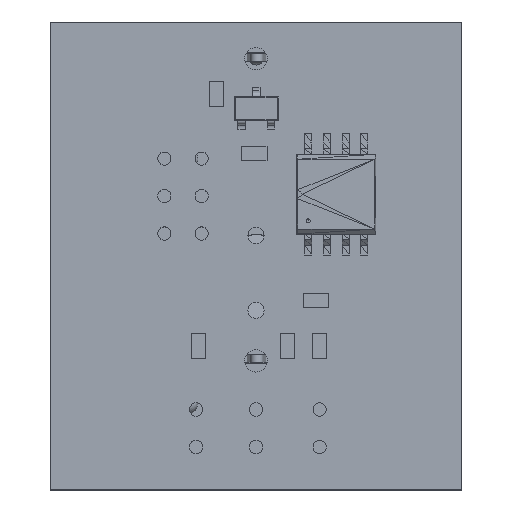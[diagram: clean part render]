
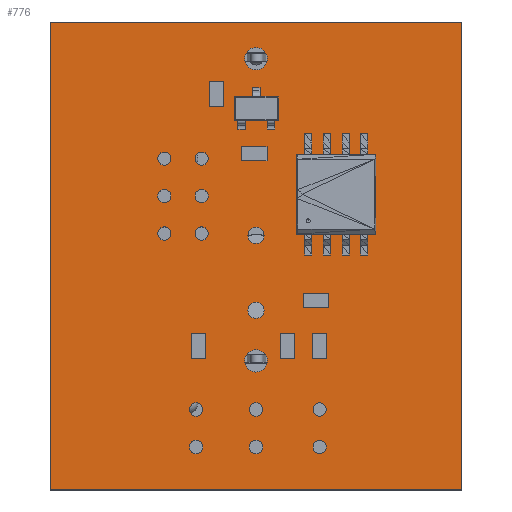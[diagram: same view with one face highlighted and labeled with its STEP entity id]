
A CAD part, top view. The second image highlights one B-rep face of the part: STEP entity #776.
In plain terms, the highlighted planar face has unit normal (0, 0, 1).
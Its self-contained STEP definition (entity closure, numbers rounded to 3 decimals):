
#71 = VERTEX_POINT('',#72);
#72 = CARTESIAN_POINT('',(0.,31.75,0.));
#78 = EDGE_CURVE('',#71,#79,#81,.T.);
#79 = VERTEX_POINT('',#80);
#80 = CARTESIAN_POINT('',(27.94,31.75,0.));
#81 = LINE('',#82,#83);
#82 = CARTESIAN_POINT('',(0.,31.75,0.));
#83 = VECTOR('',#84,1.);
#84 = DIRECTION('',(1.,0.,0.));
#109 = EDGE_CURVE('',#79,#110,#112,.T.);
#110 = VERTEX_POINT('',#111);
#111 = CARTESIAN_POINT('',(27.94,0.,0.));
#112 = LINE('',#113,#114);
#113 = CARTESIAN_POINT('',(27.94,31.75,0.));
#114 = VECTOR('',#115,1.);
#115 = DIRECTION('',(0.,-1.,0.));
#140 = EDGE_CURVE('',#110,#141,#143,.T.);
#141 = VERTEX_POINT('',#142);
#142 = CARTESIAN_POINT('',(0.,0.,0.));
#143 = LINE('',#144,#145);
#144 = CARTESIAN_POINT('',(27.94,0.,0.));
#145 = VECTOR('',#146,1.);
#146 = DIRECTION('',(-1.,0.,0.));
#171 = EDGE_CURVE('',#141,#71,#172,.T.);
#172 = LINE('',#173,#174);
#173 = CARTESIAN_POINT('',(0.,0.,0.));
#174 = VECTOR('',#175,1.);
#175 = DIRECTION('',(0.,1.,0.));
#195 = VERTEX_POINT('',#196);
#196 = CARTESIAN_POINT('',(10.356,2.921,0.));
#202 = EDGE_CURVE('',#195,#195,#203,.T.);
#203 = CIRCLE('',#204,0.45);
#204 = AXIS2_PLACEMENT_3D('',#205,#206,#207);
#205 = CARTESIAN_POINT('',(9.906,2.921,0.));
#206 = DIRECTION('',(0.,0.,1.));
#207 = DIRECTION('',(1.,0.,0.));
#228 = VERTEX_POINT('',#229);
#229 = CARTESIAN_POINT('',(8.197,17.399,0.));
#235 = EDGE_CURVE('',#228,#228,#236,.T.);
#236 = CIRCLE('',#237,0.45);
#237 = AXIS2_PLACEMENT_3D('',#238,#239,#240);
#238 = CARTESIAN_POINT('',(7.747,17.399,0.));
#239 = DIRECTION('',(0.,0.,1.));
#240 = DIRECTION('',(1.,0.,0.));
#261 = VERTEX_POINT('',#262);
#262 = CARTESIAN_POINT('',(10.356,5.461,0.));
#268 = EDGE_CURVE('',#261,#261,#269,.T.);
#269 = CIRCLE('',#270,0.45);
#270 = AXIS2_PLACEMENT_3D('',#271,#272,#273);
#271 = CARTESIAN_POINT('',(9.906,5.461,0.));
#272 = DIRECTION('',(0.,0.,1.));
#273 = DIRECTION('',(1.,0.,0.));
#294 = VERTEX_POINT('',#295);
#295 = CARTESIAN_POINT('',(10.737,17.399,0.));
#301 = EDGE_CURVE('',#294,#294,#302,.T.);
#302 = CIRCLE('',#303,0.45);
#303 = AXIS2_PLACEMENT_3D('',#304,#305,#306);
#304 = CARTESIAN_POINT('',(10.287,17.399,0.));
#305 = DIRECTION('',(0.,0.,1.));
#306 = DIRECTION('',(1.,0.,0.));
#327 = VERTEX_POINT('',#328);
#328 = CARTESIAN_POINT('',(8.197,19.939,0.));
#334 = EDGE_CURVE('',#327,#327,#335,.T.);
#335 = CIRCLE('',#336,0.45);
#336 = AXIS2_PLACEMENT_3D('',#337,#338,#339);
#337 = CARTESIAN_POINT('',(7.747,19.939,0.));
#338 = DIRECTION('',(0.,0.,1.));
#339 = DIRECTION('',(1.,0.,0.));
#360 = VERTEX_POINT('',#361);
#361 = CARTESIAN_POINT('',(8.197,22.479,0.));
#367 = EDGE_CURVE('',#360,#360,#368,.T.);
#368 = CIRCLE('',#369,0.45);
#369 = AXIS2_PLACEMENT_3D('',#370,#371,#372);
#370 = CARTESIAN_POINT('',(7.747,22.479,0.));
#371 = DIRECTION('',(0.,0.,1.));
#372 = DIRECTION('',(1.,0.,0.));
#393 = VERTEX_POINT('',#394);
#394 = CARTESIAN_POINT('',(10.737,19.939,0.));
#400 = EDGE_CURVE('',#393,#393,#401,.T.);
#401 = CIRCLE('',#402,0.45);
#402 = AXIS2_PLACEMENT_3D('',#403,#404,#405);
#403 = CARTESIAN_POINT('',(10.287,19.939,0.));
#404 = DIRECTION('',(0.,0.,1.));
#405 = DIRECTION('',(1.,0.,0.));
#426 = VERTEX_POINT('',#427);
#427 = CARTESIAN_POINT('',(10.737,22.479,0.));
#433 = EDGE_CURVE('',#426,#426,#434,.T.);
#434 = CIRCLE('',#435,0.45);
#435 = AXIS2_PLACEMENT_3D('',#436,#437,#438);
#436 = CARTESIAN_POINT('',(10.287,22.479,0.));
#437 = DIRECTION('',(0.,0.,1.));
#438 = DIRECTION('',(1.,0.,0.));
#459 = VERTEX_POINT('',#460);
#460 = CARTESIAN_POINT('',(14.42,2.921,0.));
#466 = EDGE_CURVE('',#459,#459,#467,.T.);
#467 = CIRCLE('',#468,0.45);
#468 = AXIS2_PLACEMENT_3D('',#469,#470,#471);
#469 = CARTESIAN_POINT('',(13.97,2.921,0.));
#470 = DIRECTION('',(0.,0.,1.));
#471 = DIRECTION('',(1.,0.,0.));
#492 = VERTEX_POINT('',#493);
#493 = CARTESIAN_POINT('',(14.42,5.461,0.));
#499 = EDGE_CURVE('',#492,#492,#500,.T.);
#500 = CIRCLE('',#501,0.45);
#501 = AXIS2_PLACEMENT_3D('',#502,#503,#504);
#502 = CARTESIAN_POINT('',(13.97,5.461,0.));
#503 = DIRECTION('',(0.,0.,1.));
#504 = DIRECTION('',(1.,0.,0.));
#525 = VERTEX_POINT('',#526);
#526 = CARTESIAN_POINT('',(18.738,2.921,0.));
#532 = EDGE_CURVE('',#525,#525,#533,.T.);
#533 = CIRCLE('',#534,0.45);
#534 = AXIS2_PLACEMENT_3D('',#535,#536,#537);
#535 = CARTESIAN_POINT('',(18.288,2.921,0.));
#536 = DIRECTION('',(0.,0.,1.));
#537 = DIRECTION('',(1.,0.,0.));
#558 = VERTEX_POINT('',#559);
#559 = CARTESIAN_POINT('',(18.738,5.461,0.));
#565 = EDGE_CURVE('',#558,#558,#566,.T.);
#566 = CIRCLE('',#567,0.45);
#567 = AXIS2_PLACEMENT_3D('',#568,#569,#570);
#568 = CARTESIAN_POINT('',(18.288,5.461,0.));
#569 = DIRECTION('',(0.,0.,1.));
#570 = DIRECTION('',(1.,0.,0.));
#591 = VERTEX_POINT('',#592);
#592 = CARTESIAN_POINT('',(14.52,12.192,0.));
#598 = EDGE_CURVE('',#591,#591,#599,.T.);
#599 = CIRCLE('',#600,0.55);
#600 = AXIS2_PLACEMENT_3D('',#601,#602,#603);
#601 = CARTESIAN_POINT('',(13.97,12.192,0.));
#602 = DIRECTION('',(0.,0.,1.));
#603 = DIRECTION('',(1.,0.,0.));
#624 = VERTEX_POINT('',#625);
#625 = CARTESIAN_POINT('',(14.52,17.272,0.));
#631 = EDGE_CURVE('',#624,#624,#632,.T.);
#632 = CIRCLE('',#633,0.55);
#633 = AXIS2_PLACEMENT_3D('',#634,#635,#636);
#634 = CARTESIAN_POINT('',(13.97,17.272,0.));
#635 = DIRECTION('',(0.,0.,1.));
#636 = DIRECTION('',(1.,0.,0.));
#657 = VERTEX_POINT('',#658);
#658 = CARTESIAN_POINT('',(14.732,8.763,0.));
#664 = EDGE_CURVE('',#657,#657,#665,.T.);
#665 = CIRCLE('',#666,0.762);
#666 = AXIS2_PLACEMENT_3D('',#667,#668,#669);
#667 = CARTESIAN_POINT('',(13.97,8.763,0.));
#668 = DIRECTION('',(0.,0.,1.));
#669 = DIRECTION('',(1.,0.,0.));
#690 = VERTEX_POINT('',#691);
#691 = CARTESIAN_POINT('',(14.732,29.261,0.));
#697 = EDGE_CURVE('',#690,#690,#698,.T.);
#698 = CIRCLE('',#699,0.762);
#699 = AXIS2_PLACEMENT_3D('',#700,#701,#702);
#700 = CARTESIAN_POINT('',(13.97,29.261,0.));
#701 = DIRECTION('',(0.,0.,1.));
#702 = DIRECTION('',(1.,0.,0.));
#776 = ADVANCED_FACE('',(#777,#783,#786,#789,#792,#795,#798,#801,#804,
    #807,#810,#813,#816,#819,#822,#825,#828),#831,.T.);
#777 = FACE_BOUND('',#778,.F.);
#778 = EDGE_LOOP('',(#779,#780,#781,#782));
#779 = ORIENTED_EDGE('',*,*,#78,.T.);
#780 = ORIENTED_EDGE('',*,*,#109,.T.);
#781 = ORIENTED_EDGE('',*,*,#140,.T.);
#782 = ORIENTED_EDGE('',*,*,#171,.T.);
#783 = FACE_BOUND('',#784,.T.);
#784 = EDGE_LOOP('',(#785));
#785 = ORIENTED_EDGE('',*,*,#202,.F.);
#786 = FACE_BOUND('',#787,.T.);
#787 = EDGE_LOOP('',(#788));
#788 = ORIENTED_EDGE('',*,*,#235,.F.);
#789 = FACE_BOUND('',#790,.T.);
#790 = EDGE_LOOP('',(#791));
#791 = ORIENTED_EDGE('',*,*,#268,.F.);
#792 = FACE_BOUND('',#793,.T.);
#793 = EDGE_LOOP('',(#794));
#794 = ORIENTED_EDGE('',*,*,#301,.F.);
#795 = FACE_BOUND('',#796,.T.);
#796 = EDGE_LOOP('',(#797));
#797 = ORIENTED_EDGE('',*,*,#334,.F.);
#798 = FACE_BOUND('',#799,.T.);
#799 = EDGE_LOOP('',(#800));
#800 = ORIENTED_EDGE('',*,*,#367,.F.);
#801 = FACE_BOUND('',#802,.T.);
#802 = EDGE_LOOP('',(#803));
#803 = ORIENTED_EDGE('',*,*,#400,.F.);
#804 = FACE_BOUND('',#805,.T.);
#805 = EDGE_LOOP('',(#806));
#806 = ORIENTED_EDGE('',*,*,#433,.F.);
#807 = FACE_BOUND('',#808,.T.);
#808 = EDGE_LOOP('',(#809));
#809 = ORIENTED_EDGE('',*,*,#466,.F.);
#810 = FACE_BOUND('',#811,.T.);
#811 = EDGE_LOOP('',(#812));
#812 = ORIENTED_EDGE('',*,*,#499,.F.);
#813 = FACE_BOUND('',#814,.T.);
#814 = EDGE_LOOP('',(#815));
#815 = ORIENTED_EDGE('',*,*,#532,.F.);
#816 = FACE_BOUND('',#817,.T.);
#817 = EDGE_LOOP('',(#818));
#818 = ORIENTED_EDGE('',*,*,#565,.F.);
#819 = FACE_BOUND('',#820,.T.);
#820 = EDGE_LOOP('',(#821));
#821 = ORIENTED_EDGE('',*,*,#598,.F.);
#822 = FACE_BOUND('',#823,.T.);
#823 = EDGE_LOOP('',(#824));
#824 = ORIENTED_EDGE('',*,*,#631,.F.);
#825 = FACE_BOUND('',#826,.T.);
#826 = EDGE_LOOP('',(#827));
#827 = ORIENTED_EDGE('',*,*,#664,.F.);
#828 = FACE_BOUND('',#829,.T.);
#829 = EDGE_LOOP('',(#830));
#830 = ORIENTED_EDGE('',*,*,#697,.F.);
#831 = PLANE('',#832);
#832 = AXIS2_PLACEMENT_3D('',#833,#834,#835);
#833 = CARTESIAN_POINT('',(0.,31.75,0.));
#834 = DIRECTION('',(0.,0.,1.));
#835 = DIRECTION('',(1.,0.,0.));
